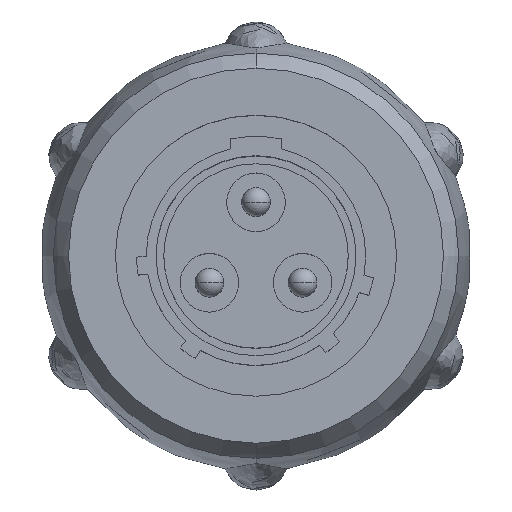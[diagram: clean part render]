
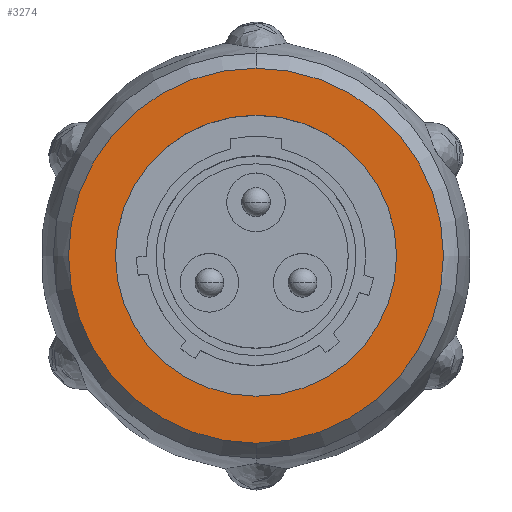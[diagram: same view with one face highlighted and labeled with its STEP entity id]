
A CAD part, top view. The second image highlights one B-rep face of the part: STEP entity #3274.
In plain terms, the highlighted planar face has unit normal (0, 0, 1).
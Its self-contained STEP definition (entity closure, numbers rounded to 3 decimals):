
#235=CARTESIAN_POINT('',(0.,0.,12.9));
#236=DIRECTION('',(0.,0.,1.));
#237=DIRECTION('',(0.,1.,0.));
#238=AXIS2_PLACEMENT_3D('',#235,#236,#237);
#240=CARTESIAN_POINT('',(0.,0.,12.9));
#241=DIRECTION('',(0.,0.,-1.));
#242=DIRECTION('',(0.,1.,0.));
#243=AXIS2_PLACEMENT_3D('',#240,#241,#242);
#245=CARTESIAN_POINT('',(0.,0.,12.9));
#246=DIRECTION('',(0.,0.,1.));
#247=DIRECTION('',(0.,1.,0.));
#248=AXIS2_PLACEMENT_3D('',#245,#246,#247);
#250=CARTESIAN_POINT('',(0.,0.,12.9));
#251=DIRECTION('',(0.,0.,-1.));
#252=DIRECTION('',(0.,1.,0.));
#253=AXIS2_PLACEMENT_3D('',#250,#251,#252);
#2770=CARTESIAN_POINT('',(0.,10.472,12.9));
#2772=VERTEX_POINT('',#2770);
#2773=CARTESIAN_POINT('',(0.,7.85,12.9));
#2775=VERTEX_POINT('',#2773);
#2782=CARTESIAN_POINT('',(0.,-10.472,12.9));
#2784=VERTEX_POINT('',#2782);
#2785=CARTESIAN_POINT('',(0.,-7.85,12.9));
#2787=VERTEX_POINT('',#2785);
#3259=CARTESIAN_POINT('',(0.,0.,12.9));
#3260=DIRECTION('',(0.,0.,-1.));
#3261=DIRECTION('',(0.,-1.,0.));
#3262=AXIS2_PLACEMENT_3D('',#3259,#3260,#3261);
#3263=PLANE('',#3262);
#3265=ORIENTED_EDGE('',*,*,#3264,.F.);
#3267=ORIENTED_EDGE('',*,*,#3266,.T.);
#3268=EDGE_LOOP('',(#3265,#3267));
#3269=FACE_OUTER_BOUND('',#3268,.F.);
#3270=ORIENTED_EDGE('',*,*,#3245,.F.);
#3271=ORIENTED_EDGE('',*,*,#3227,.T.);
#3272=EDGE_LOOP('',(#3270,#3271));
#3273=FACE_BOUND('',#3272,.F.);
#3274=ADVANCED_FACE('',(#3269,#3273),#3263,.F.);
#239=CIRCLE('',#238,7.85);
#244=CIRCLE('',#243,7.85);
#249=CIRCLE('',#248,10.472);
#254=CIRCLE('',#253,10.472);
#3227=EDGE_CURVE('',#2775,#2787,#239,.T.);
#3245=EDGE_CURVE('',#2775,#2787,#244,.T.);
#3264=EDGE_CURVE('',#2772,#2784,#249,.T.);
#3266=EDGE_CURVE('',#2772,#2784,#254,.T.);
